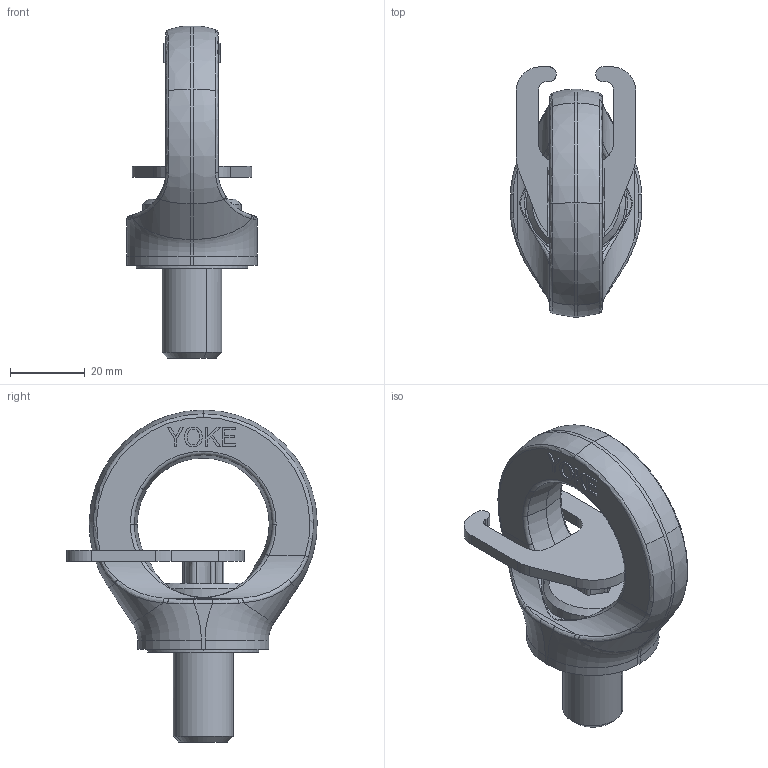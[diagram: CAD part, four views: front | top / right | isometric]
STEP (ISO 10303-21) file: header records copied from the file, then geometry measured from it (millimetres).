
FILE_DESCRIPTION(('CATIA V5 STEP Exchange'),'2;1');
FILE_NAME('8-292K-015.stp','2016-02-16T01:12:39+00:00',('none'),('none'),'CATIA Version 5 Release 21 GA (IN-10)','CATIA V5 STEP AP203','none');
FILE_SCHEMA(('CONFIG_CONTROL_DESIGN'));
Length unit declared in the file: millimetre
Products named in the file (1): 8-292K-015
Bounding box: 35 x 67 x 88.8 mm (x, y, z)
Volume: 45910.4 mm3; surface area: 13892.5 mm2
Topology: 1 solids, 1 shells, 402 faces, 1104 edges, 720 vertices
Faces by surface type: plane 281, cylinder 37, extrusion 28, bspline 18, torus 16, cone 14, revolution 8
Entity records: 14243 total; most frequent: CARTESIAN_POINT 4468, ORIENTED_EDGE 2208, DIRECTION 1629, EDGE_CURVE 1104, VECTOR 873, LINE 845, VERTEX_POINT 720, AXIS2_PLACEMENT_3D 434
